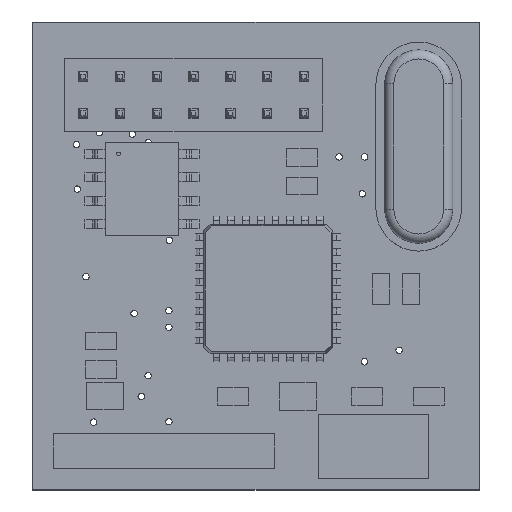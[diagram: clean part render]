
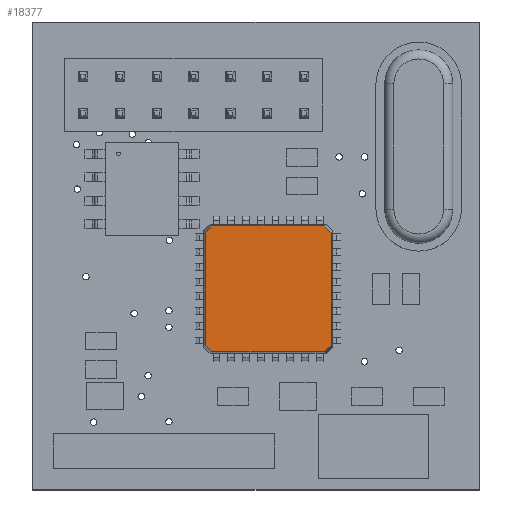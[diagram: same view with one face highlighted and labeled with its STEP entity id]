
A CAD part, top view. The second image highlights one B-rep face of the part: STEP entity #18377.
In plain terms, the highlighted planar face has unit normal (0, 0, 1).
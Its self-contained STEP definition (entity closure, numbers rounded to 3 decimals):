
#391=PLANE('',#19702);
#1251=FACE_OUTER_BOUND('',#2376,.T.);
#2376=EDGE_LOOP('',(#12727,#12728,#12729,#12730,#12731,#12732,#12733,#12734));
#3501=LINE('',#26640,#5623);
#3503=LINE('',#26645,#5625);
#3506=LINE('',#26651,#5628);
#3509=LINE('',#26657,#5631);
#3512=LINE('',#26661,#5634);
#3513=LINE('',#26662,#5635);
#3514=LINE('',#26663,#5636);
#3515=LINE('',#26664,#5637);
#5623=VECTOR('',#21516,1000.);
#5625=VECTOR('',#21520,1000.);
#5628=VECTOR('',#21525,1000.);
#5631=VECTOR('',#21530,1000.);
#5634=VECTOR('',#21535,1000.);
#5635=VECTOR('',#21536,1000.);
#5636=VECTOR('',#21537,1000.);
#5637=VECTOR('',#21538,1000.);
#8223=VERTEX_POINT('',#26637);
#8224=VERTEX_POINT('',#26639);
#8225=VERTEX_POINT('',#26643);
#8226=VERTEX_POINT('',#26644);
#8227=VERTEX_POINT('',#26649);
#8228=VERTEX_POINT('',#26650);
#8229=VERTEX_POINT('',#26655);
#8230=VERTEX_POINT('',#26656);
#9957=EDGE_CURVE('',#8223,#8224,#3501,.T.);
#9959=EDGE_CURVE('',#8225,#8226,#3503,.T.);
#9962=EDGE_CURVE('',#8227,#8228,#3506,.T.);
#9965=EDGE_CURVE('',#8229,#8230,#3509,.T.);
#9968=EDGE_CURVE('',#8223,#8226,#3512,.T.);
#9969=EDGE_CURVE('',#8225,#8228,#3513,.T.);
#9970=EDGE_CURVE('',#8227,#8230,#3514,.T.);
#9971=EDGE_CURVE('',#8229,#8224,#3515,.T.);
#12727=ORIENTED_EDGE('',*,*,#9957,.F.);
#12728=ORIENTED_EDGE('',*,*,#9968,.T.);
#12729=ORIENTED_EDGE('',*,*,#9959,.F.);
#12730=ORIENTED_EDGE('',*,*,#9969,.T.);
#12731=ORIENTED_EDGE('',*,*,#9962,.F.);
#12732=ORIENTED_EDGE('',*,*,#9970,.T.);
#12733=ORIENTED_EDGE('',*,*,#9965,.F.);
#12734=ORIENTED_EDGE('',*,*,#9971,.T.);
#18377=ADVANCED_FACE('',(#1251),#391,.F.);
#19702=AXIS2_PLACEMENT_3D('',#26660,#21533,#21534);
#21516=DIRECTION('',(0.,1.,0.));
#21520=DIRECTION('',(-1.,0.,0.));
#21525=DIRECTION('',(0.,-1.,0.));
#21530=DIRECTION('',(1.,0.,0.));
#21533=DIRECTION('center_axis',(0.,0.,
-1.));
#21534=DIRECTION('ref_axis',(-1.,0.,0.));
#21535=DIRECTION('',(0.712,-0.702,0.));
#21536=DIRECTION('',(0.702,0.712,0.));
#21537=DIRECTION('',(-0.712,0.702,0.));
#21538=DIRECTION('',(-0.702,-0.712,0.));
#26637=CARTESIAN_POINT('',(-0.594,1.176,0.725));
#26639=CARTESIAN_POINT('',(-0.594,7.305,0.725));
#26640=CARTESIAN_POINT('',(-0.594,4.243,0.725));
#26643=CARTESIAN_POINT('',(5.893,0.823,0.725));
#26644=CARTESIAN_POINT('',(-0.236,0.823,0.725));
#26645=CARTESIAN_POINT('',(2.826,0.823,0.725));
#26649=CARTESIAN_POINT('',(6.246,7.31,0.725));
#26650=CARTESIAN_POINT('',(6.246,1.181,0.725));
#26651=CARTESIAN_POINT('',(6.246,4.243,0.725));
#26655=CARTESIAN_POINT('',(-0.241,7.663,0.725));
#26656=CARTESIAN_POINT('',(5.888,7.663,0.725));
#26657=CARTESIAN_POINT('',(2.826,7.663,0.725));
#26660=CARTESIAN_POINT('Origin',(2.826,4.243,0.725));
#26661=CARTESIAN_POINT('',(-0.236,0.823,0.725));
#26662=CARTESIAN_POINT('',(6.246,1.181,0.725));
#26663=CARTESIAN_POINT('',(5.888,7.663,0.725));
#26664=CARTESIAN_POINT('',(-0.594,7.305,0.725));
